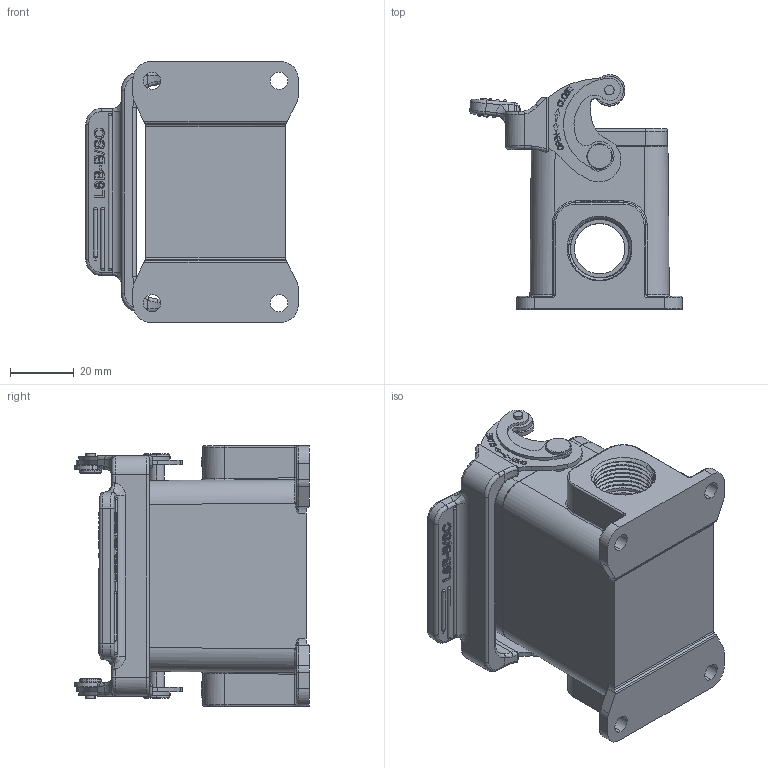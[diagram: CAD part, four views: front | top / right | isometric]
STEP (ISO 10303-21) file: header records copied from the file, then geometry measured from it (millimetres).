
FILE_DESCRIPTION(/* description */ (''),/* implementation_level */ '2;1');
FILE_NAME(/* name */ '装配6.stp',/* time_stamp */ '2023-09-01T19:43:39+08:00',/* author */ (''),/* organization */ (''),/* preprocessor_version */ 'ST-DEVELOPER v18.1',/* originating_system */ 'SIEMENS PLM Software NX 1980',/* authorisation */ '');
FILE_SCHEMA (('AUTOMOTIVE_DESIGN { 1 0 10303 214 3 1 1 1 }'));
Products named in the file (1): 14592BE4B2ABat71
Bounding box: 66.86 x 73.75 x 82 mm (x, y, z)
Volume: 81591.1 mm3; surface area: 49761.5 mm2
Topology: 12 solids, 36 shells, 1431 faces, 3825 edges, 2478 vertices
Faces by surface type: cylinder 612, plane 549, torus 111, sphere 44, cone 41, bspline 38, extrusion 34, revolution 2
Full cylindrical faces by diameter (mm): 3 x2, 15.9 x2
Entity records: 54875 total; most frequent: CARTESIAN_POINT 20606, ORIENTED_EDGE 7424, DIRECTION 6090, EDGE_CURVE 3752, VERTEX_POINT 2472, AXIS2_PLACEMENT_3D 2251, EDGE_LOOP 1586, VECTOR 1586
